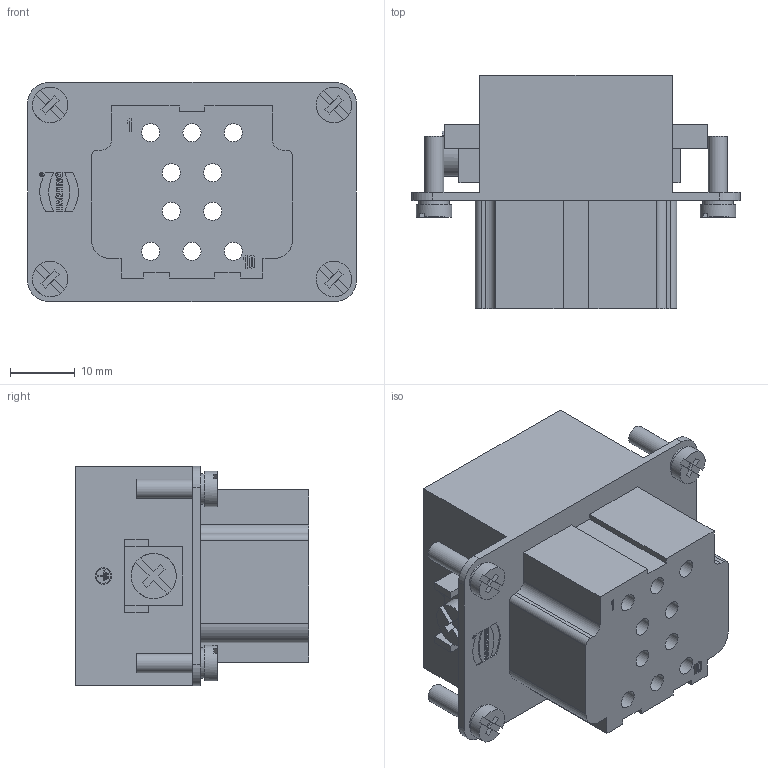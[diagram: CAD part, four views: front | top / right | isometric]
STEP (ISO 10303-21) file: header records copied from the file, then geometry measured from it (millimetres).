
FILE_DESCRIPTION(/* description */ (''),/* implementation_level */ '2;1');
FILE_NAME(/* name */ '100141890ugm000_b.stp',/* time_stamp */ '2017-11-06T07:58:39+01:00',/* author */ (''),/* organization */ (''),/* preprocessor_version */ 'ST-DEVELOPER v16',/* originating_system */ 'SIEMENS PLM Software NX 10.0',/* authorisation */ '');
FILE_SCHEMA (('AUTOMOTIVE_DESIGN { 1 0 10303 214 3 1 1 1 }'));
Length unit declared in the file: millimetre
Products named in the file (1): 100141890ugm000_b
Bounding box: 51 x 36.2 x 34 mm (x, y, z)
Volume: 28291.1 mm3; surface area: 13917.8 mm2
Topology: 1 solids, 1 shells, 513 faces, 1839 edges, 1865 vertices
Faces by surface type: plane 452, cylinder 57, bspline 4
Full cylindrical faces by diameter (mm): 0.452 x1, 0.591 x1, 2.304 x1, 2.56 x1, 2.8 x10, 3 x4, 4 x1, 4.708 x2, 4.709 x2, 4.8 x10, 5.499 x4, 7 x1
Entity records: 21765 total; most frequent: CARTESIAN_POINT 3292, DIRECTION 2968, ORIENTED_EDGE 2652, LINE 1642, VECTOR 1642, EDGE_CURVE 1326, VERTEX_POINT 908, PRESENTATION_STYLE_ASSIGNMENT 746
